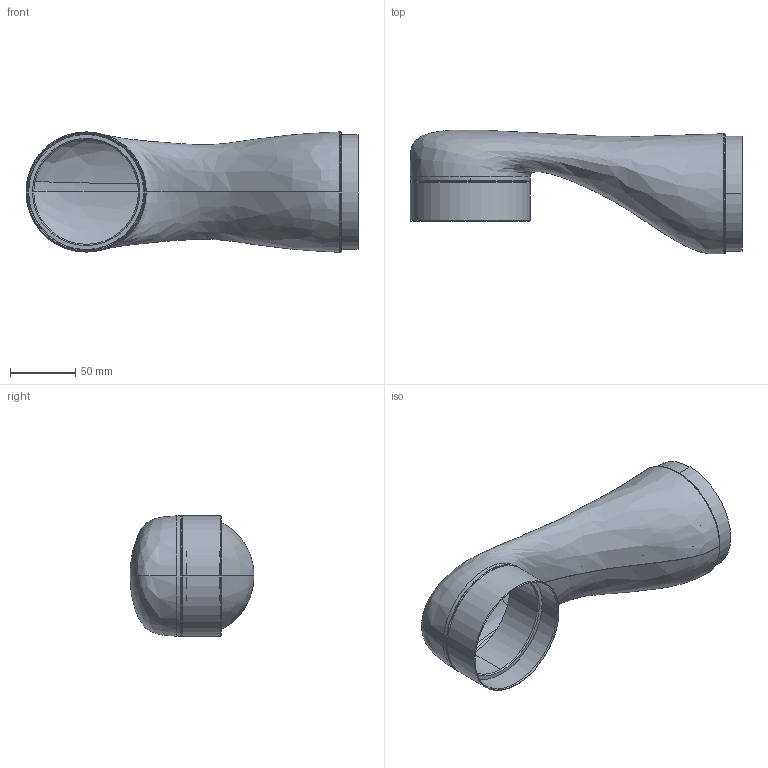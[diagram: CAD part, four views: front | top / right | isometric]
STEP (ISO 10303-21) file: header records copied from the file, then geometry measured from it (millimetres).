
FILE_DESCRIPTION (( 'STEP AP203' ), '1' );
FILE_NAME ('GEN3 SIMPLIFIED HALF ARM 2.step_Predeterminado_sldprt.STEP', '2023-06-27T08:52:25', ( '' ), ( '' ), 'SwSTEP 2.0', 'SolidWorks 2022', '' );
FILE_SCHEMA (( 'CONFIG_CONTROL_DESIGN' ));
Length unit declared in the file: millimetre
Products named in the file (1): GEN3 SIMPLIFIED HALF ARM 2.step_Predeterminado_sldprt
Bounding box: 254 x 94.83 x 92 mm (x, y, z)
Volume: 138178.2 mm3; surface area: 146430.6 mm2
Topology: 1 solids, 2 shells, 148 faces, 319 edges, 184 vertices
Faces by surface type: bspline 79, cylinder 28, cone 22, plane 15, torus 4
Entity records: 13526 total; most frequent: CARTESIAN_POINT 10785, ORIENTED_EDGE 638, DIRECTION 370, EDGE_CURVE 319, VERTEX_POINT 184, B_SPLINE_CURVE_WITH_KNOTS 173, EDGE_LOOP 161, AXIS2_PLACEMENT_3D 157
